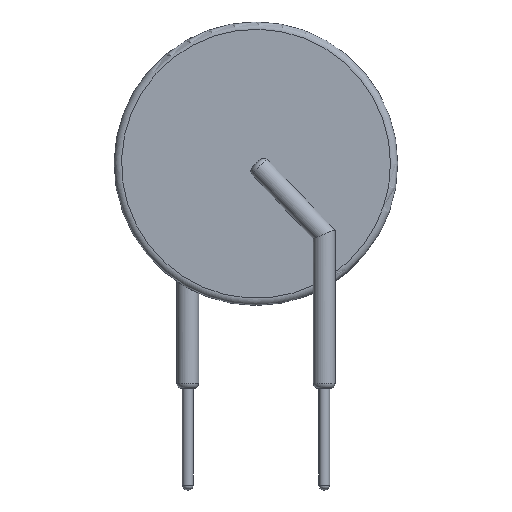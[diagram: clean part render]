
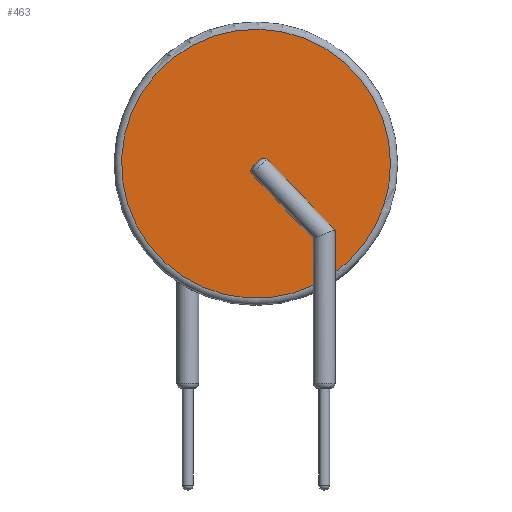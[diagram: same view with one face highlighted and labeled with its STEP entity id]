
A CAD part, front view. The second image highlights one B-rep face of the part: STEP entity #463.
In plain terms, the highlighted planar face has unit normal (0, -1, 0).
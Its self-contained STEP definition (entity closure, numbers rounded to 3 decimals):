
#182 = VERTEX_POINT('',#183);
#183 = CARTESIAN_POINT('',(15.157,-1.52,16.8));
#190 = EDGE_CURVE('',#191,#182,#193,.T.);
#191 = VERTEX_POINT('',#192);
#192 = CARTESIAN_POINT('',(10.915,-1.52,8.595));
#193 = CIRCLE('',#194,10.057);
#194 = AXIS2_PLACEMENT_3D('',#195,#196,#197);
#195 = CARTESIAN_POINT('',(5.1,-1.52,16.8));
#196 = DIRECTION('',(0.,-1.,0.));
#197 = DIRECTION('',(1.,0.,0.));
#200 = VERTEX_POINT('',#201);
#201 = CARTESIAN_POINT('',(9.485,-1.52,7.749));
#290 = EDGE_CURVE('',#182,#200,#291,.T.);
#291 = CIRCLE('',#292,10.057);
#292 = AXIS2_PLACEMENT_3D('',#293,#294,#295);
#293 = CARTESIAN_POINT('',(5.1,-1.52,16.8));
#294 = DIRECTION('',(0.,-1.,0.));
#295 = DIRECTION('',(1.,0.,0.));
#463 = ADVANCED_FACE('',(#464),#559,.T.);
#464 = FACE_BOUND('',#465,.T.);
#465 = EDGE_LOOP('',(#466,#467,#468,#476,#485,#494,#515,#523,#544,#553)
);
#466 = ORIENTED_EDGE('',*,*,#190,.T.);
#467 = ORIENTED_EDGE('',*,*,#290,.T.);
#468 = ORIENTED_EDGE('',*,*,#469,.F.);
#469 = EDGE_CURVE('',#470,#200,#472,.T.);
#470 = VERTEX_POINT('',#471);
#471 = CARTESIAN_POINT('',(9.485,-1.52,11.195));
#472 = LINE('',#473,#474);
#473 = CARTESIAN_POINT('',(9.485,-1.52,0.));
#474 = VECTOR('',#475,1.);
#475 = DIRECTION('',(0.,0.,-1.));
#476 = ORIENTED_EDGE('',*,*,#477,.F.);
#477 = EDGE_CURVE('',#478,#470,#480,.T.);
#478 = VERTEX_POINT('',#479);
#479 = CARTESIAN_POINT('',(7.105,-1.52,13.572));
#480 = ELLIPSE('',#481,9.586,0.81);
#481 = AXIS2_PLACEMENT_3D('',#482,#483,#484);
#482 = CARTESIAN_POINT('',(7.105,-1.52,14.74));
#483 = DIRECTION('',(0.,-1.,0.));
#484 = DIRECTION('',(0.691,0.,-0.723));
#485 = ORIENTED_EDGE('',*,*,#486,.F.);
#486 = EDGE_CURVE('',#487,#478,#489,.T.);
#487 = VERTEX_POINT('',#488);
#488 = CARTESIAN_POINT('',(4.814,-1.52,16.007));
#489 = ELLIPSE('',#490,9.586,0.81);
#490 = AXIS2_PLACEMENT_3D('',#491,#492,#493);
#491 = CARTESIAN_POINT('',(7.105,-1.52,14.74));
#492 = DIRECTION('',(0.,-1.,0.));
#493 = DIRECTION('',(0.691,0.,-0.723));
#494 = ORIENTED_EDGE('',*,*,#495,.T.);
#495 = EDGE_CURVE('',#487,#496,#498,.T.);
#496 = VERTEX_POINT('',#497);
#497 = CARTESIAN_POINT('',(4.857,-1.52,16.56));
#498 = B_SPLINE_CURVE_WITH_KNOTS('',8,(#499,#500,#501,#502,#503,#504,
#505,#506,#507,#508,#509,#510,#511,#512,#513,#514),.UNSPECIFIED.,.F.
,.F.,(9,7,9),(0.,0.823,1.),.UNSPECIFIED.);
#499 = CARTESIAN_POINT('',(4.814,-1.52,16.007));
#500 = CARTESIAN_POINT('',(4.772,-1.52,16.053));
#501 = CARTESIAN_POINT('',(4.739,-1.52,16.107));
#502 = CARTESIAN_POINT('',(4.717,-1.52,16.168));
#503 = CARTESIAN_POINT('',(4.707,-1.52,16.232));
#504 = CARTESIAN_POINT('',(4.71,-1.52,16.298));
#505 = CARTESIAN_POINT('',(4.725,-1.52,16.362));
#506 = CARTESIAN_POINT('',(4.751,-1.52,16.421));
#507 = CARTESIAN_POINT('',(4.794,-1.52,16.487));
#508 = CARTESIAN_POINT('',(4.802,-1.52,16.498));
#509 = CARTESIAN_POINT('',(4.81,-1.52,16.509));
#510 = CARTESIAN_POINT('',(4.819,-1.52,16.52));
#511 = CARTESIAN_POINT('',(4.828,-1.52,16.53));
#512 = CARTESIAN_POINT('',(4.837,-1.52,16.54));
#513 = CARTESIAN_POINT('',(4.847,-1.52,16.55));
#514 = CARTESIAN_POINT('',(4.857,-1.52,16.56));
#515 = ORIENTED_EDGE('',*,*,#516,.F.);
#516 = EDGE_CURVE('',#517,#496,#519,.T.);
#517 = VERTEX_POINT('',#518);
#518 = CARTESIAN_POINT('',(5.391,-1.52,17.07));
#519 = LINE('',#520,#521);
#520 = CARTESIAN_POINT('',(5.114,-1.52,16.805));
#521 = VECTOR('',#522,1.);
#522 = DIRECTION('',(-0.723,0.,-0.691));
#523 = ORIENTED_EDGE('',*,*,#524,.F.);
#524 = EDGE_CURVE('',#525,#517,#527,.T.);
#525 = VERTEX_POINT('',#526);
#526 = CARTESIAN_POINT('',(5.945,-1.52,17.088));
#527 = B_SPLINE_CURVE_WITH_KNOTS('',8,(#528,#529,#530,#531,#532,#533,
#534,#535,#536,#537,#538,#539,#540,#541,#542,#543),.UNSPECIFIED.,.F.
,.F.,(9,7,9),(0.,0.823,1.),.UNSPECIFIED.);
#528 = CARTESIAN_POINT('',(5.945,-1.52,17.088));
#529 = CARTESIAN_POINT('',(5.901,-1.52,17.132));
#530 = CARTESIAN_POINT('',(5.848,-1.52,17.167));
#531 = CARTESIAN_POINT('',(5.789,-1.52,17.191));
#532 = CARTESIAN_POINT('',(5.725,-1.52,17.204));
#533 = CARTESIAN_POINT('',(5.659,-1.52,17.205));
#534 = CARTESIAN_POINT('',(5.595,-1.52,17.193));
#535 = CARTESIAN_POINT('',(5.534,-1.52,17.169));
#536 = CARTESIAN_POINT('',(5.467,-1.52,17.13));
#537 = CARTESIAN_POINT('',(5.455,-1.52,17.122));
#538 = CARTESIAN_POINT('',(5.444,-1.52,17.114));
#539 = CARTESIAN_POINT('',(5.433,-1.52,17.106));
#540 = CARTESIAN_POINT('',(5.422,-1.52,17.098));
#541 = CARTESIAN_POINT('',(5.411,-1.52,17.089));
#542 = CARTESIAN_POINT('',(5.401,-1.52,17.079));
#543 = CARTESIAN_POINT('',(5.391,-1.52,17.07));
#544 = ORIENTED_EDGE('',*,*,#545,.F.);
#545 = EDGE_CURVE('',#546,#525,#548,.T.);
#546 = VERTEX_POINT('',#547);
#547 = CARTESIAN_POINT('',(10.915,-1.52,11.767));
#548 = ELLIPSE('',#549,9.586,0.81);
#549 = AXIS2_PLACEMENT_3D('',#550,#551,#552);
#550 = CARTESIAN_POINT('',(7.105,-1.52,14.74));
#551 = DIRECTION('',(0.,-1.,0.));
#552 = DIRECTION('',(0.691,0.,-0.723));
#553 = ORIENTED_EDGE('',*,*,#554,.T.);
#554 = EDGE_CURVE('',#546,#191,#555,.T.);
#555 = LINE('',#556,#557);
#556 = CARTESIAN_POINT('',(10.915,-1.52,0.));
#557 = VECTOR('',#558,1.);
#558 = DIRECTION('',(0.,0.,-1.));
#559 = PLANE('',#560);
#560 = AXIS2_PLACEMENT_3D('',#561,#562,#563);
#561 = CARTESIAN_POINT('',(5.1,-1.52,16.8));
#562 = DIRECTION('',(0.,-1.,0.));
#563 = DIRECTION('',(0.,0.,-1.));
